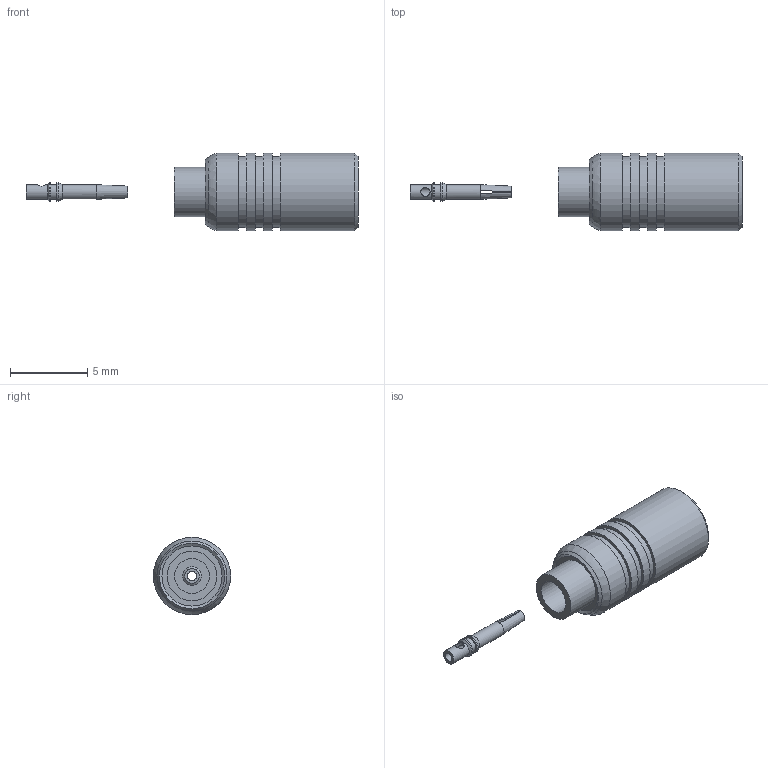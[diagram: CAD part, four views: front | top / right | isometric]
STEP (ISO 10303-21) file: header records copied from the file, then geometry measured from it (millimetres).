
FILE_DESCRIPTION(/* description */ ('Unknown'),/* implementation_level */ '2;1');
FILE_NAME(/* name */ '60629021110820',/* time_stamp */ '2019-04-01T14:19:41+02:00',/* author */ ('Unknown'),/* organization */ ('Unknown'),/* preprocessor_version */ 'ST-DEVELOPER v16.7',/* originating_system */ 'DEX',/* authorisation */ $);
FILE_SCHEMA (('AUTOMOTIVE_DESIGN {1 0 10303 214 3 1 1}'));
Length unit declared in the file: millimetre
Products named in the file (1): 60629021110820
Bounding box: 21.5 x 5 x 5 mm (x, y, z)
Volume: 147.4 mm3; surface area: 502.4 mm2
Topology: 3 solids, 3 shells, 133 faces, 388 edges, 256 vertices
Faces by surface type: plane 71, cylinder 47, cone 14, torus 1
Full cylindrical faces by diameter (mm): 0.6 x2, 0.96 x5, 1.157 x1, 1.2 x2, 1.38 x1, 1.52 x1, 1.7 x1, 2.24 x1, 2.5 x1, 2.89 x1, 2.9 x1, 3.2 x1, 3.45 x1, 4.46 x1, 4.6 x3, 5 x4
Entity records: 4316 total; most frequent: CARTESIAN_POINT 960, DIRECTION 668, ORIENTED_EDGE 658, EDGE_CURVE 329, AXIS2_PLACEMENT_3D 290, VERTEX_POINT 239, EDGE_LOOP 218, FACE_BOUND 218
